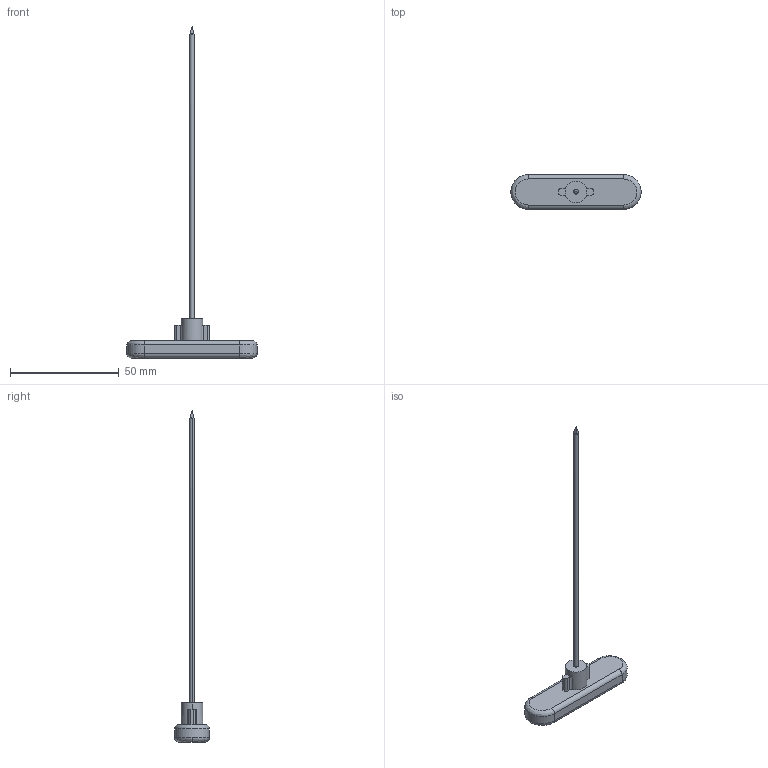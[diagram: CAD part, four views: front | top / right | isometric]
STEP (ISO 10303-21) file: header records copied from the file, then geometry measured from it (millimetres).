
FILE_DESCRIPTION (( 'STEP AP214' ), '1' );
FILE_NAME ('MS001-C.08.009JS.1.1-渀郋.step', '2022-03-07T06:32:33', ( 'Admin' ), ( '' ), 'SwSTEP 2.0', 'SolidWorks 2016', '' );
FILE_SCHEMA (( 'AUTOMOTIVE_DESIGN' ));
Length unit declared in the file: millimetre
Products named in the file (1): MS001-C.08.009JS.1.1-渀郋
Bounding box: 60 x 16 x 153 mm (x, y, z)
Volume: 8335.1 mm3; surface area: 3897.9 mm2
Topology: 1 solids, 1 shells, 42 faces, 106 edges, 68 vertices
Faces by surface type: cylinder 19, plane 17, bspline 6
Entity records: 1529 total; most frequent: CARTESIAN_POINT 505, ORIENTED_EDGE 212, DIRECTION 209, EDGE_CURVE 106, AXIS2_PLACEMENT_3D 80, VERTEX_POINT 68, VECTOR 49, LINE 49
